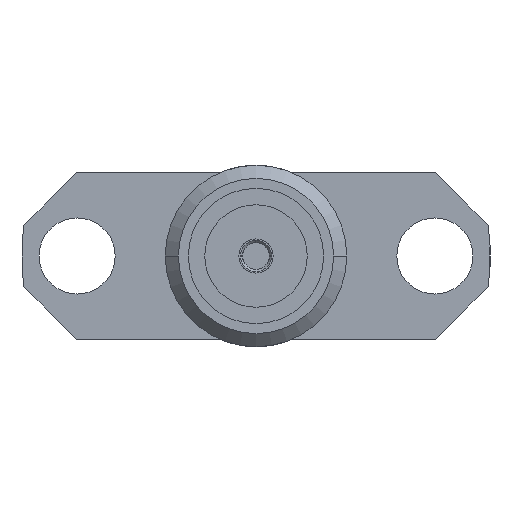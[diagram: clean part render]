
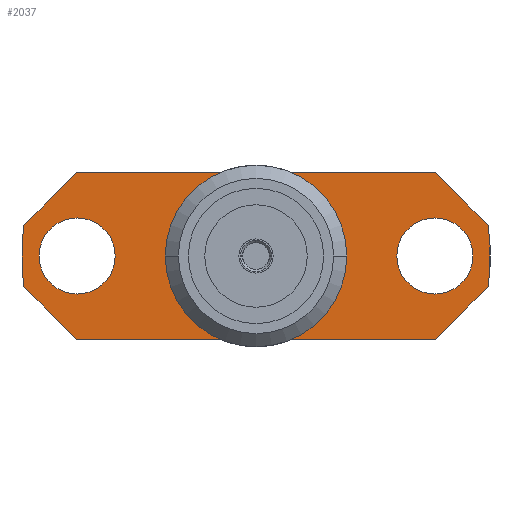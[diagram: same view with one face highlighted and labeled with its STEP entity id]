
A CAD part, left-side view. The second image highlights one B-rep face of the part: STEP entity #2037.
In plain terms, the highlighted planar face has unit normal (-1, 0, 0).
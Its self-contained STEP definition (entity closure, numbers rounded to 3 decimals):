
#5 = VECTOR ( 'NONE', #152, 1000. ) ;
#34 = EDGE_CURVE ( 'NONE', #91, #1798, #955, .T. ) ;
#39 = CARTESIAN_POINT ( 'NONE',  ( 7.9, 6.13, -2.85 ) ) ;
#65 = DIRECTION ( 'NONE',  ( 0., 1., 0. ) ) ;
#88 = ORIENTED_EDGE ( 'NONE', *, *, #1772, .T. ) ;
#91 = VERTEX_POINT ( 'NONE', #180 ) ;
#106 = FACE_BOUND ( 'NONE', #331, .T. ) ;
#133 = ORIENTED_EDGE ( 'NONE', *, *, #2048, .F. ) ;
#144 = EDGE_CURVE ( 'NONE', #1115, #1126, #1679, .T. ) ;
#152 = DIRECTION ( 'NONE',  ( 0., -0.707, 0.707 ) ) ;
#154 = CARTESIAN_POINT ( 'NONE',  ( 7.9, 0., 0. ) ) ;
#166 = EDGE_CURVE ( 'NONE', #269, #1789, #1696, .T. ) ;
#170 = CIRCLE ( 'NONE', #469, 8. ) ;
#174 = VERTEX_POINT ( 'NONE', #2043 ) ;
#180 = CARTESIAN_POINT ( 'NONE',  ( 7.9, -7.931, -1.049 ) ) ;
#187 = DIRECTION ( 'NONE',  ( -1., 0., 0. ) ) ;
#260 = DIRECTION ( 'NONE',  ( 0., 0., 1. ) ) ;
#269 = VERTEX_POINT ( 'NONE', #2090 ) ;
#274 = CARTESIAN_POINT ( 'NONE',  ( 7.9, 0., 0. ) ) ;
#331 = EDGE_LOOP ( 'NONE', ( #1662, #1613 ) ) ;
#394 = DIRECTION ( 'NONE',  ( 0., -1., 0. ) ) ;
#398 = EDGE_LOOP ( 'NONE', ( #133, #545 ) ) ;
#402 = CARTESIAN_POINT ( 'NONE',  ( 7.9, 0., 0. ) ) ;
#416 = AXIS2_PLACEMENT_3D ( 'NONE', #402, #900, #945 ) ;
#433 = DIRECTION ( 'NONE',  ( -1., 0., 0. ) ) ;
#454 = DIRECTION ( 'NONE',  ( 1., 0., 0. ) ) ;
#469 = AXIS2_PLACEMENT_3D ( 'NONE', #154, #519, #1568 ) ;
#519 = DIRECTION ( 'NONE',  ( -1., 0., 0. ) ) ;
#520 = ORIENTED_EDGE ( 'NONE', *, *, #34, .T. ) ;
#526 = EDGE_CURVE ( 'NONE', #531, #1678, #1661, .T. ) ;
#531 = VERTEX_POINT ( 'NONE', #710 ) ;
#532 = VECTOR ( 'NONE', #1314, 1000. ) ;
#533 = VERTEX_POINT ( 'NONE', #1580 ) ;
#534 = CARTESIAN_POINT ( 'NONE',  ( 7.9, 6.11, 0. ) ) ;
#543 = LINE ( 'NONE', #1784, #959 ) ;
#545 = ORIENTED_EDGE ( 'NONE', *, *, #526, .F. ) ;
#546 = ORIENTED_EDGE ( 'NONE', *, *, #791, .F. ) ;
#591 = ORIENTED_EDGE ( 'NONE', *, *, #1910, .T. ) ;
#611 = FACE_BOUND ( 'NONE', #1797, .T. ) ;
#615 = CIRCLE ( 'NONE', #651, 1.3 ) ;
#624 = DIRECTION ( 'NONE',  ( -1., 0., 0. ) ) ;
#631 = EDGE_CURVE ( 'NONE', #533, #1126, #543, .T. ) ;
#634 = CARTESIAN_POINT ( 'NONE',  ( 7.9, -6.13, 2.85 ) ) ;
#641 = DIRECTION ( 'NONE',  ( -1., 0., 0. ) ) ;
#644 = AXIS2_PLACEMENT_3D ( 'NONE', #2070, #433, #2045 ) ;
#651 = AXIS2_PLACEMENT_3D ( 'NONE', #1258, #1967, #738 ) ;
#710 = CARTESIAN_POINT ( 'NONE',  ( 7.9, 6.11, 1.3 ) ) ;
#738 = DIRECTION ( 'NONE',  ( 0., 0., -1. ) ) ;
#764 = CARTESIAN_POINT ( 'NONE',  ( 7.9, 6.13, 2.85 ) ) ;
#791 = EDGE_CURVE ( 'NONE', #968, #917, #2000, .T. ) ;
#821 = DIRECTION ( 'NONE',  ( 0., 0., 1. ) ) ;
#838 = AXIS2_PLACEMENT_3D ( 'NONE', #534, #187, #2266 ) ;
#850 = CARTESIAN_POINT ( 'NONE',  ( 7.9, 6.13, 2.85 ) ) ;
#900 = DIRECTION ( 'NONE',  ( -1., 0., 0. ) ) ;
#917 = VERTEX_POINT ( 'NONE', #634 ) ;
#945 = DIRECTION ( 'NONE',  ( 0., -0.991, -0.131 ) ) ;
#955 = CIRCLE ( 'NONE', #416, 8. ) ;
#959 = VECTOR ( 'NONE', #1623, 1000. ) ;
#968 = VERTEX_POINT ( 'NONE', #850 ) ;
#994 = VERTEX_POINT ( 'NONE', #1191 ) ;
#996 = CARTESIAN_POINT ( 'NONE',  ( 7.9, 0., 0. ) ) ;
#1018 = CARTESIAN_POINT ( 'NONE',  ( 7.9, 0., 0. ) ) ;
#1087 = CARTESIAN_POINT ( 'NONE',  ( 7.9, -6.13, -2.85 ) ) ;
#1110 = EDGE_CURVE ( 'NONE', #1492, #174, #615, .T. ) ;
#1115 = VERTEX_POINT ( 'NONE', #1087 ) ;
#1126 = VERTEX_POINT ( 'NONE', #39 ) ;
#1165 = CARTESIAN_POINT ( 'NONE',  ( 7.9, -6.11, 0. ) ) ;
#1169 = DIRECTION ( 'NONE',  ( 0., 0.707, 0.707 ) ) ;
#1178 = CARTESIAN_POINT ( 'NONE',  ( 7.9, -6.13, -2.85 ) ) ;
#1191 = CARTESIAN_POINT ( 'NONE',  ( 7.9, 7.931, 1.049 ) ) ;
#1198 = ORIENTED_EDGE ( 'NONE', *, *, #631, .T. ) ;
#1206 = ORIENTED_EDGE ( 'NONE', *, *, #1971, .T. ) ;
#1239 = ORIENTED_EDGE ( 'NONE', *, *, #166, .T. ) ;
#1258 = CARTESIAN_POINT ( 'NONE',  ( 7.9, -6.11, 0. ) ) ;
#1314 = DIRECTION ( 'NONE',  ( 0., 0.707, -0.707 ) ) ;
#1326 = PLANE ( 'NONE',  #1731 ) ;
#1335 = FACE_OUTER_BOUND ( 'NONE', #2051, .T. ) ;
#1370 = EDGE_CURVE ( 'NONE', #174, #1492, #1776, .T. ) ;
#1394 = CARTESIAN_POINT ( 'NONE',  ( 7.9, -6.13, -2.85 ) ) ;
#1431 = VECTOR ( 'NONE', #65, 1000. ) ;
#1464 = CIRCLE ( 'NONE', #644, 1.3 ) ;
#1490 = CARTESIAN_POINT ( 'NONE',  ( 7.9, 6.13, 2.85 ) ) ;
#1492 = VERTEX_POINT ( 'NONE', #1728 ) ;
#1512 = DIRECTION ( 'NONE',  ( 1., 0., 0. ) ) ;
#1538 = CARTESIAN_POINT ( 'NONE',  ( 7.9, -7.931, 1.049 ) ) ;
#1568 = DIRECTION ( 'NONE',  ( 0., 0.991, 0.131 ) ) ;
#1580 = CARTESIAN_POINT ( 'NONE',  ( 7.9, 7.931, -1.049 ) ) ;
#1581 = VECTOR ( 'NONE', #1169, 1000. ) ;
#1590 = ORIENTED_EDGE ( 'NONE', *, *, #2111, .T. ) ;
#1600 = CARTESIAN_POINT ( 'NONE',  ( 7.9, 0., 2.65 ) ) ;
#1613 = ORIENTED_EDGE ( 'NONE', *, *, #1370, .F. ) ;
#1623 = DIRECTION ( 'NONE',  ( 0., -0.707, -0.707 ) ) ;
#1658 = AXIS2_PLACEMENT_3D ( 'NONE', #1018, #454, #2054 ) ;
#1661 = CIRCLE ( 'NONE', #838, 1.3 ) ;
#1662 = ORIENTED_EDGE ( 'NONE', *, *, #1110, .F. ) ;
#1678 = VERTEX_POINT ( 'NONE', #1946 ) ;
#1679 = LINE ( 'NONE', #1178, #1431 ) ;
#1696 = CIRCLE ( 'NONE', #2137, 2.65 ) ;
#1728 = CARTESIAN_POINT ( 'NONE',  ( 7.9, -6.11, -1.3 ) ) ;
#1731 = AXIS2_PLACEMENT_3D ( 'NONE', #274, #624, #821 ) ;
#1772 = EDGE_CURVE ( 'NONE', #994, #533, #170, .T. ) ;
#1776 = CIRCLE ( 'NONE', #1995, 1.3 ) ;
#1784 = CARTESIAN_POINT ( 'NONE',  ( 7.9, 7.931, -1.049 ) ) ;
#1789 = VERTEX_POINT ( 'NONE', #1600 ) ;
#1797 = EDGE_LOOP ( 'NONE', ( #1822, #1239 ) ) ;
#1798 = VERTEX_POINT ( 'NONE', #2298 ) ;
#1822 = ORIENTED_EDGE ( 'NONE', *, *, #1954, .T. ) ;
#1835 = ORIENTED_EDGE ( 'NONE', *, *, #144, .F. ) ;
#1873 = FACE_BOUND ( 'NONE', #398, .T. ) ;
#1910 = EDGE_CURVE ( 'NONE', #968, #994, #2193, .T. ) ;
#1933 = LINE ( 'NONE', #1394, #5 ) ;
#1946 = CARTESIAN_POINT ( 'NONE',  ( 7.9, 6.11, -1.3 ) ) ;
#1954 = EDGE_CURVE ( 'NONE', #1789, #269, #2240, .T. ) ;
#1967 = DIRECTION ( 'NONE',  ( -1., 0., 0. ) ) ;
#1971 = EDGE_CURVE ( 'NONE', #1798, #917, #2226, .T. ) ;
#1991 = VECTOR ( 'NONE', #394, 1000. ) ;
#1995 = AXIS2_PLACEMENT_3D ( 'NONE', #1165, #641, #2267 ) ;
#2000 = LINE ( 'NONE', #1490, #1991 ) ;
#2037 = ADVANCED_FACE ( 'NONE', ( #611, #1335, #1873, #106 ), #1326, .T. ) ;
#2043 = CARTESIAN_POINT ( 'NONE',  ( 7.9, -6.11, 1.3 ) ) ;
#2045 = DIRECTION ( 'NONE',  ( 0., 0., -1. ) ) ;
#2048 = EDGE_CURVE ( 'NONE', #1678, #531, #1464, .T. ) ;
#2051 = EDGE_LOOP ( 'NONE', ( #1198, #1835, #1590, #520, #1206, #546, #591, #88 ) ) ;
#2054 = DIRECTION ( 'NONE',  ( 0., 0., 1. ) ) ;
#2070 = CARTESIAN_POINT ( 'NONE',  ( 7.9, 6.11, 0. ) ) ;
#2090 = CARTESIAN_POINT ( 'NONE',  ( 7.9, 0., -2.65 ) ) ;
#2111 = EDGE_CURVE ( 'NONE', #1115, #91, #1933, .T. ) ;
#2137 = AXIS2_PLACEMENT_3D ( 'NONE', #996, #1512, #260 ) ;
#2193 = LINE ( 'NONE', #764, #532 ) ;
#2226 = LINE ( 'NONE', #1538, #1581 ) ;
#2240 = CIRCLE ( 'NONE', #1658, 2.65 ) ;
#2266 = DIRECTION ( 'NONE',  ( 0., 0., 1. ) ) ;
#2267 = DIRECTION ( 'NONE',  ( 0., 0., 1. ) ) ;
#2298 = CARTESIAN_POINT ( 'NONE',  ( 7.9, -7.931, 1.049 ) ) ;
